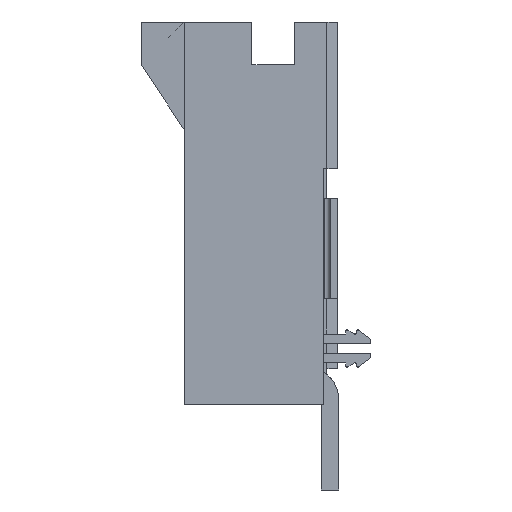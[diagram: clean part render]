
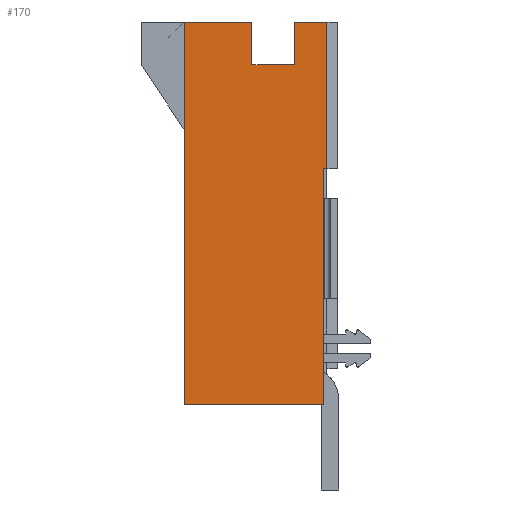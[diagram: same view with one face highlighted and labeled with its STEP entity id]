
A CAD part, left-side view. The second image highlights one B-rep face of the part: STEP entity #170.
In plain terms, the highlighted planar face has unit normal (-1, 0, 0).
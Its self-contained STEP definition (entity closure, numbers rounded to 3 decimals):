
#170=ADVANCED_FACE('',(#463),#464,.T.);
#463=FACE_OUTER_BOUND('',#848,.T.);
#464=PLANE('',#849);
#848=EDGE_LOOP('',(#1883,#1884,#1885,#1886,#1887,#1888,#1889,#1890,#1891,#1892));
#849=AXIS2_PLACEMENT_3D('',#1893,#1894,#1895);
#1883=ORIENTED_EDGE('',*,*,#2701,.T.);
#1884=ORIENTED_EDGE('',*,*,#2923,.T.);
#1885=ORIENTED_EDGE('',*,*,#2813,.F.);
#1886=ORIENTED_EDGE('',*,*,#2866,.T.);
#1887=ORIENTED_EDGE('',*,*,#2912,.F.);
#1888=ORIENTED_EDGE('',*,*,#2882,.F.);
#1889=ORIENTED_EDGE('',*,*,#2716,.T.);
#1890=ORIENTED_EDGE('',*,*,#2977,.T.);
#1891=ORIENTED_EDGE('',*,*,#2975,.T.);
#1892=ORIENTED_EDGE('',*,*,#2727,.F.);
#1893=CARTESIAN_POINT('',(-6.285,-2.54,0.0));
#1894=DIRECTION('',(-1.0,0.0,0.0));
#1895=DIRECTION('',(0.0,0.0,1.0));
#2701=EDGE_CURVE('',#3284,#3282,#3285,.T.);
#2716=EDGE_CURVE('',#3314,#3312,#3315,.T.);
#2727=EDGE_CURVE('',#3284,#3334,#3335,.T.);
#2813=EDGE_CURVE('',#3492,#3494,#3495,.T.);
#2866=EDGE_CURVE('',#3492,#3586,#3588,.T.);
#2882=EDGE_CURVE('',#3314,#3617,#3618,.T.);
#2912=EDGE_CURVE('',#3617,#3586,#3663,.T.);
#2923=EDGE_CURVE('',#3282,#3494,#3678,.T.);
#2975=EDGE_CURVE('',#3750,#3334,#3752,.T.);
#2977=EDGE_CURVE('',#3312,#3750,#3754,.T.);
#3282=VERTEX_POINT('',#4181);
#3284=VERTEX_POINT('',#4184);
#3285=LINE('',#4185,#4186);
#3312=VERTEX_POINT('',#4226);
#3314=VERTEX_POINT('',#4229);
#3315=LINE('',#4230,#4231);
#3334=VERTEX_POINT('',#4260);
#3335=LINE('',#4261,#4262);
#3492=VERTEX_POINT('',#4501);
#3494=VERTEX_POINT('',#4504);
#3495=LINE('',#4505,#4506);
#3586=VERTEX_POINT('',#4645);
#3588=LINE('',#4648,#4649);
#3617=VERTEX_POINT('',#4692);
#3618=LINE('',#4693,#4694);
#3663=LINE('',#4768,#4769);
#3678=LINE('',#4794,#4795);
#3750=VERTEX_POINT('',#4917);
#3752=LINE('',#4920,#4921);
#3754=LINE('',#4924,#4925);
#4181=CARTESIAN_POINT('',(-6.285,2.54,0.0));
#4184=CARTESIAN_POINT('',(-6.285,0.125,0.0));
#4185=CARTESIAN_POINT('',(-6.285,0.125,0.0));
#4186=VECTOR('',#5453,2.415);
#4226=CARTESIAN_POINT('',(-6.285,-1.395,0.0));
#4229=CARTESIAN_POINT('',(-6.285,-2.54,0.0));
#4230=CARTESIAN_POINT('',(-6.285,-2.54,0.0));
#4231=VECTOR('',#5468,1.145);
#4260=CARTESIAN_POINT('',(-6.285,0.125,-1.52));
#4261=CARTESIAN_POINT('',(-6.285,0.125,0.0));
#4262=VECTOR('',#5479,1.52);
#4501=CARTESIAN_POINT('',(-6.285,-2.41,-13.59));
#4504=CARTESIAN_POINT('',(-6.285,2.54,-13.59));
#4505=CARTESIAN_POINT('',(-6.285,-2.41,-13.59));
#4506=VECTOR('',#5569,4.95);
#4645=CARTESIAN_POINT('',(-6.285,-2.41,-5.21));
#4648=CARTESIAN_POINT('',(-6.285,-2.41,-13.59));
#4649=VECTOR('',#5628,8.38);
#4692=CARTESIAN_POINT('',(-6.285,-2.54,-5.21));
#4693=CARTESIAN_POINT('',(-6.285,-2.54,0.0));
#4694=VECTOR('',#5646,5.21);
#4768=CARTESIAN_POINT('',(-6.285,-2.54,-5.21));
#4769=VECTOR('',#5676,0.13);
#4794=CARTESIAN_POINT('',(-6.285,2.54,0.0));
#4795=VECTOR('',#5687,13.59);
#4917=CARTESIAN_POINT('',(-6.285,-1.395,-1.52));
#4920=CARTESIAN_POINT('',(-6.285,-1.395,-1.52));
#4921=VECTOR('',#5739,1.52);
#4924=CARTESIAN_POINT('',(-6.285,-1.395,0.0));
#4925=VECTOR('',#5741,1.52);
#5453=DIRECTION('',(0.0,1.0,0.0));
#5468=DIRECTION('',(0.0,1.0,0.0));
#5479=DIRECTION('',(0.0,0.0,-1.0));
#5569=DIRECTION('',(0.0,1.0,0.0));
#5628=DIRECTION('',(0.0,0.0,1.0));
#5646=DIRECTION('',(0.0,0.0,-1.0));
#5676=DIRECTION('',(0.0,1.0,0.0));
#5687=DIRECTION('',(0.0,0.0,-1.0));
#5739=DIRECTION('',(0.0,1.0,0.0));
#5741=DIRECTION('',(0.0,0.0,-1.0));
